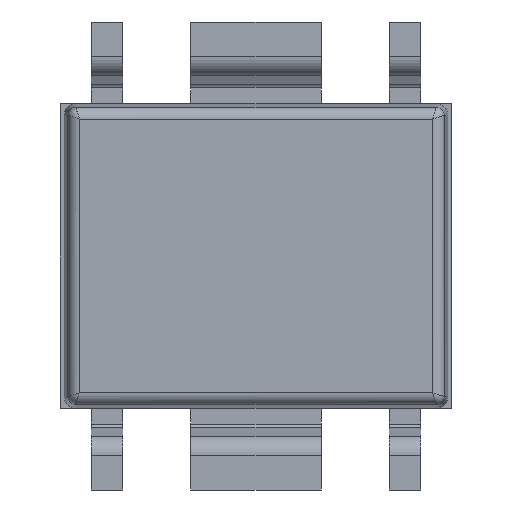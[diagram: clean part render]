
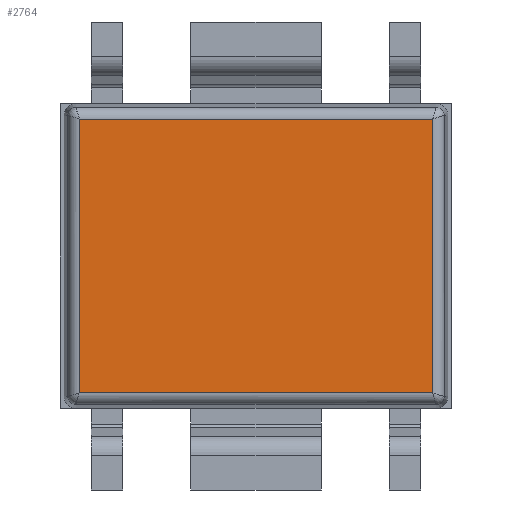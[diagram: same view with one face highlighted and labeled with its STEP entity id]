
A CAD part, front view. The second image highlights one B-rep face of the part: STEP entity #2764.
In plain terms, the highlighted planar face has unit normal (0, -1, 0).
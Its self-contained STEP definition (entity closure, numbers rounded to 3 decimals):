
#171 = DIRECTION ( 'NONE',  ( 0., 0., 1. ) ) ;
#330 = AXIS2_PLACEMENT_3D ( 'NONE', #2386, #4593, #171 ) ;
#907 = VERTEX_POINT ( 'NONE', #2043 ) ;
#1052 = VECTOR ( 'NONE', #3602, 1000. ) ;
#1321 = VERTEX_POINT ( 'NONE', #4338 ) ;
#1798 = CARTESIAN_POINT ( 'NONE',  ( 0., -0.775, 1.753 ) ) ;
#1946 = CARTESIAN_POINT ( 'NONE',  ( -2.263, -0.775, 0. ) ) ;
#1987 = DIRECTION ( 'NONE',  ( 0., 0., -1. ) ) ;
#2043 = CARTESIAN_POINT ( 'NONE',  ( -2.263, -0.775, 1.753 ) ) ;
#2151 = CARTESIAN_POINT ( 'NONE',  ( 2.263, -0.775, 1.753 ) ) ;
#2169 = LINE ( 'NONE', #4678, #5468 ) ;
#2386 = CARTESIAN_POINT ( 'NONE',  ( 0., -0.775, 0. ) ) ;
#2430 = DIRECTION ( 'NONE',  ( 0., 0., 1. ) ) ;
#2523 = VERTEX_POINT ( 'NONE', #4419 ) ;
#2764 = ADVANCED_FACE ( 'NONE', ( #4147 ), #4178, .F. ) ;
#2777 = EDGE_CURVE ( 'NONE', #907, #1321, #4553, .T. ) ;
#3187 = ORIENTED_EDGE ( 'NONE', *, *, #5014, .T. ) ;
#3602 = DIRECTION ( 'NONE',  ( 1., 0., 0. ) ) ;
#3675 = EDGE_LOOP ( 'NONE', ( #4995, #4449, #3187, #5171 ) ) ;
#3900 = EDGE_CURVE ( 'NONE', #2523, #4079, #2169, .T. ) ;
#4079 = VERTEX_POINT ( 'NONE', #2151 ) ;
#4147 = FACE_OUTER_BOUND ( 'NONE', #3675, .T. ) ;
#4178 = PLANE ( 'NONE',  #330 ) ;
#4236 = LINE ( 'NONE', #4926, #1052 ) ;
#4338 = CARTESIAN_POINT ( 'NONE',  ( -2.263, -0.775, -1.753 ) ) ;
#4419 = CARTESIAN_POINT ( 'NONE',  ( 2.263, -0.775, -1.753 ) ) ;
#4449 = ORIENTED_EDGE ( 'NONE', *, *, #3900, .T. ) ;
#4500 = VECTOR ( 'NONE', #4877, 1000. ) ;
#4553 = LINE ( 'NONE', #1946, #5160 ) ;
#4593 = DIRECTION ( 'NONE',  ( 0., 1., 0. ) ) ;
#4678 = CARTESIAN_POINT ( 'NONE',  ( 2.263, -0.775, 0. ) ) ;
#4877 = DIRECTION ( 'NONE',  ( -1., 0., 0. ) ) ;
#4926 = CARTESIAN_POINT ( 'NONE',  ( 0., -0.775, -1.753 ) ) ;
#4955 = EDGE_CURVE ( 'NONE', #1321, #2523, #4236, .T. ) ;
#4995 = ORIENTED_EDGE ( 'NONE', *, *, #4955, .T. ) ;
#5014 = EDGE_CURVE ( 'NONE', #4079, #907, #5664, .T. ) ;
#5160 = VECTOR ( 'NONE', #1987, 1000. ) ;
#5171 = ORIENTED_EDGE ( 'NONE', *, *, #2777, .T. ) ;
#5468 = VECTOR ( 'NONE', #2430, 1000. ) ;
#5664 = LINE ( 'NONE', #1798, #4500 ) ;
